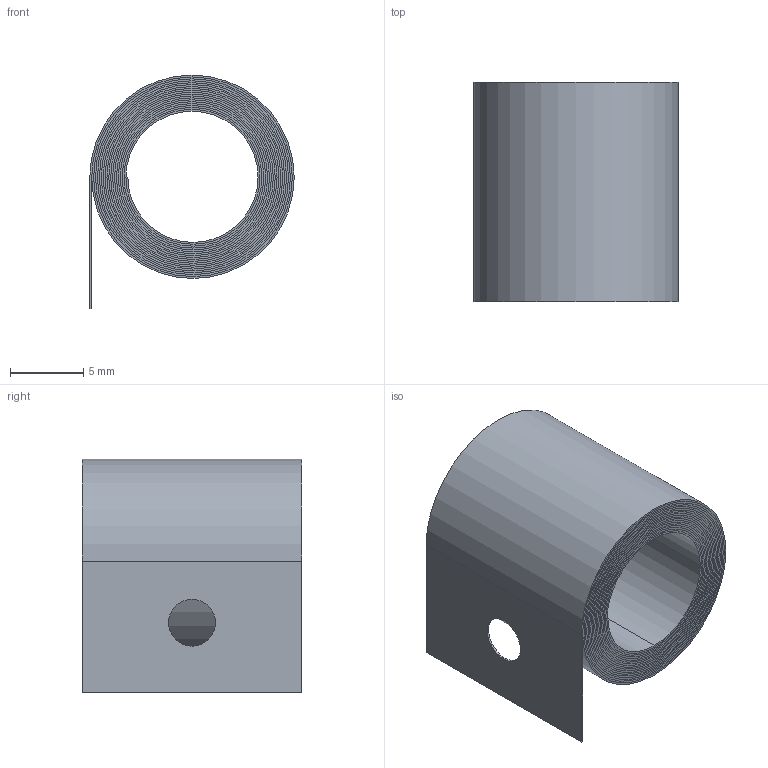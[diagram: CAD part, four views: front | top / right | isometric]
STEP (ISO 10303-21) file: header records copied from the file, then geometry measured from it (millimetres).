
FILE_DESCRIPTION (( 'STEP AP203' ), '1' );
FILE_NAME ('CN01000605_Spring.STEP', '2020-11-25T06:45:20', ( '' ), ( '' ), 'SwSTEP 2.0', 'SolidWorks 2020', '' );
FILE_SCHEMA (( 'CONFIG_CONTROL_DESIGN' ));
Length unit declared in the file: millimetre
Products named in the file (1): CN01000605_Spring
Bounding box: 13.97 x 15 x 15.98 mm (x, y, z)
Volume: 1346.4 mm3; surface area: 20915.3 mm2
Topology: 1 solids, 1 shells, 122 faces, 360 edges, 240 vertices
Faces by surface type: cylinder 116, plane 6
Entity records: 4297 total; most frequent: DIRECTION 838, CARTESIAN_POINT 723, ORIENTED_EDGE 720, EDGE_CURVE 360, AXIS2_PLACEMENT_3D 355, VERTEX_POINT 240, CIRCLE 232, VECTOR 128
